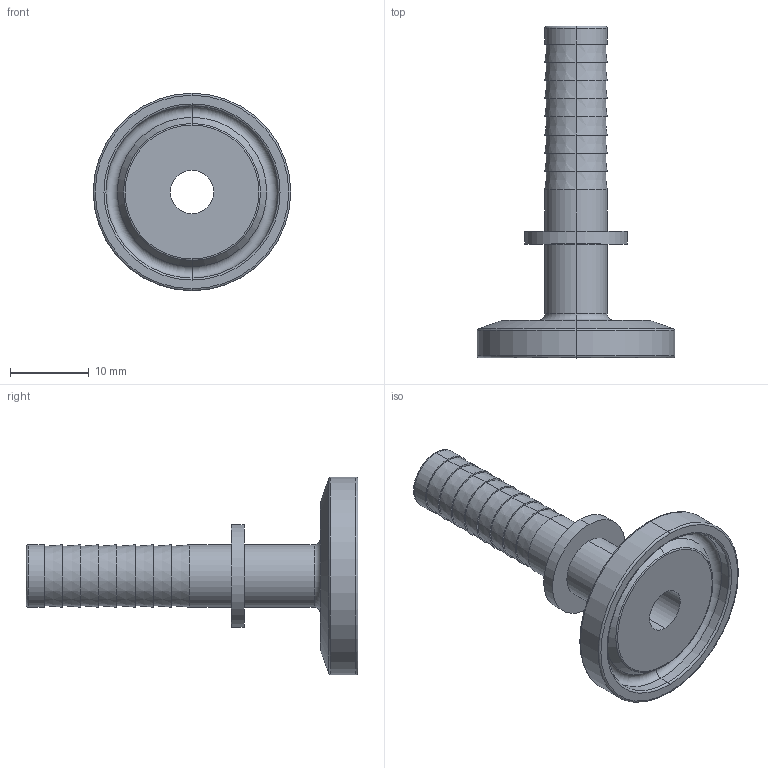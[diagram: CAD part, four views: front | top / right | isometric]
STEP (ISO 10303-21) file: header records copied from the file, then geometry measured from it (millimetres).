
FILE_DESCRIPTION (( 'STEP AP203' ), '1' );
FILE_NAME ('111.S-055.0312.025.STEP', '2021-08-27T12:21:04', ( '' ), ( '' ), 'SwSTEP 2.0', 'SolidWorks 2021', '' );
FILE_SCHEMA (( 'CONFIG_CONTROL_DESIGN' ));
Length unit declared in the file: millimetre
Products named in the file (1): 111.S-055.0312.025
Bounding box: 25 x 42 x 25 mm (x, y, z)
Volume: 2671.2 mm3; surface area: 3222.3 mm2
Topology: 1 solids, 1 shells, 65 faces, 130 edges, 78 vertices
Faces by surface type: cone 22, torus 16, cylinder 14, plane 13
Entity records: 1791 total; most frequent: DIRECTION 356, CARTESIAN_POINT 274, ORIENTED_EDGE 260, AXIS2_PLACEMENT_3D 160, EDGE_CURVE 130, CIRCLE 94, VERTEX_POINT 78, EDGE_LOOP 78
